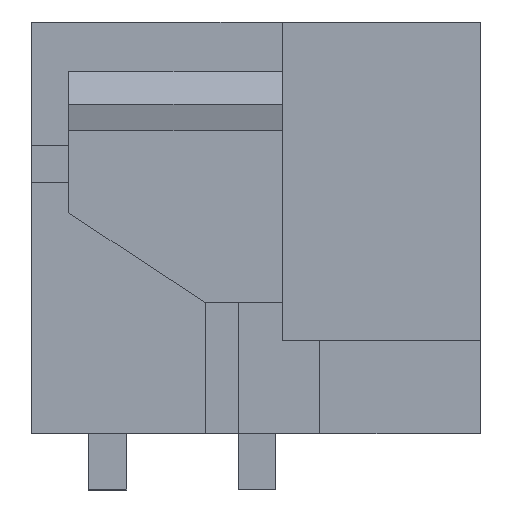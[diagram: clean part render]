
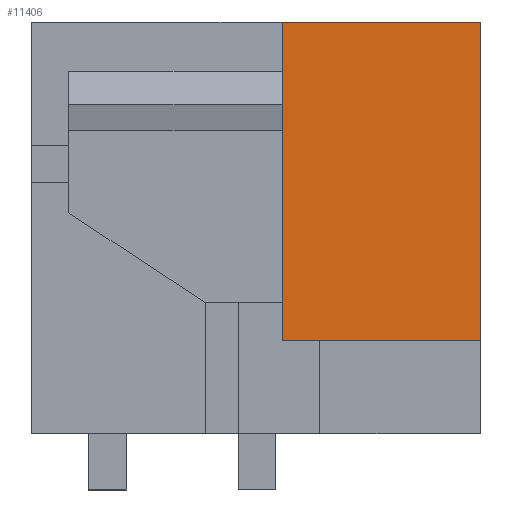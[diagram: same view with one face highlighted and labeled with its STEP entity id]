
A CAD part, left-side view. The second image highlights one B-rep face of the part: STEP entity #11406.
In plain terms, the highlighted planar face has unit normal (-1, 0, 0).
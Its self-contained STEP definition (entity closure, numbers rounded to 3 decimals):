
#11393=AXIS2_PLACEMENT_3D('Plane Axis2P3D',#11390,#11391,#11392) ;
#517=CARTESIAN_POINT('Vertex',(-45.36,-12.,12.5)) ;
#520=CARTESIAN_POINT('Line Origine',(-45.36,-12.,8.25)) ;
#524=CARTESIAN_POINT('Vertex',(-45.36,-12.,4.)) ;
#1337=CARTESIAN_POINT('Vertex',(-45.36,-6.7,12.5)) ;
#1340=CARTESIAN_POINT('Line Origine',(-45.36,-9.35,12.5)) ;
#11252=CARTESIAN_POINT('Line Origine',(-45.36,-9.35,4.)) ;
#11256=CARTESIAN_POINT('Vertex',(-45.36,-6.7,4.)) ;
#11390=CARTESIAN_POINT('Axis2P3D Location',(-45.36,0.,12.5)) ;
#11395=CARTESIAN_POINT('Line Origine',(-45.36,-6.7,8.25)) ;
#521=DIRECTION('Vector Direction',(0.,0.,-1.)) ;
#1341=DIRECTION('Vector Direction',(0.,-1.,0.)) ;
#11253=DIRECTION('Vector Direction',(0.,-1.,0.)) ;
#11391=DIRECTION('Axis2P3D Direction',(-1.,0.,0.)) ;
#11392=DIRECTION('Axis2P3D XDirection',(0.,0.,-1.)) ;
#11396=DIRECTION('Vector Direction',(0.,0.,-1.)) ;
#522=VECTOR('Line Direction',#521,1.) ;
#1342=VECTOR('Line Direction',#1341,1.) ;
#11254=VECTOR('Line Direction',#11253,1.) ;
#11397=VECTOR('Line Direction',#11396,1.) ;
#11401=ORIENTED_EDGE('',*,*,#11399,.F.) ;
#11402=ORIENTED_EDGE('',*,*,#11258,.T.) ;
#11403=ORIENTED_EDGE('',*,*,#526,.F.) ;
#11404=ORIENTED_EDGE('',*,*,#1344,.F.) ;
#11406=ADVANCED_FACE('Housing',(#11405),#11394,.T.) ;
#526=EDGE_CURVE('',#518,#525,#523,.T.) ;
#1344=EDGE_CURVE('',#1338,#518,#1343,.T.) ;
#11258=EDGE_CURVE('',#11257,#525,#11255,.T.) ;
#11399=EDGE_CURVE('',#11257,#1338,#11398,.F.) ;
#11400=EDGE_LOOP('',(#11401,#11402,#11403,#11404)) ;
#11405=FACE_OUTER_BOUND('',#11400,.T.) ;
#523=LINE('Line',#520,#522) ;
#1343=LINE('Line',#1340,#1342) ;
#11255=LINE('Line',#11252,#11254) ;
#11398=LINE('Line',#11395,#11397) ;
#11394=PLANE('',#11393) ;
#518=VERTEX_POINT('',#517) ;
#525=VERTEX_POINT('',#524) ;
#1338=VERTEX_POINT('',#1337) ;
#11257=VERTEX_POINT('',#11256) ;
